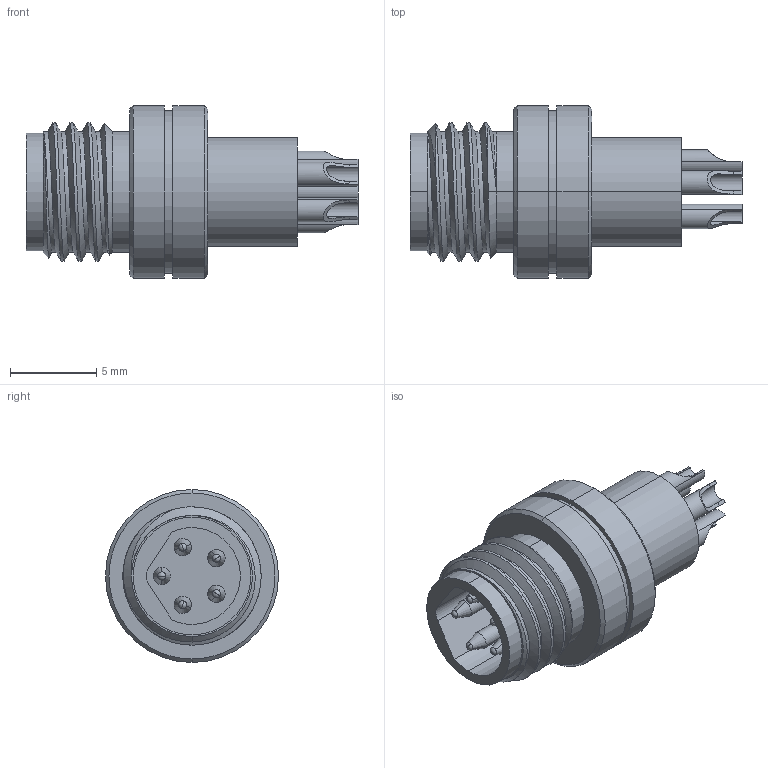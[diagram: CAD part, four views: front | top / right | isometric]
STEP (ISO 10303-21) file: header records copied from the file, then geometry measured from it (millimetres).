
FILE_DESCRIPTION (( 'STEP AP203' ), '1' );
FILE_NAME ('50-01003revA.STEP', '2023-07-03T16:36:45', ( '' ), ( '' ), 'SwSTEP 2.0', 'SolidWorks 2021', '' );
FILE_SCHEMA (( 'CONFIG_CONTROL_DESIGN' ));
Length unit declared in the file: millimetre
Products named in the file (4): 50-01003revA; 50-01003-01___; 50-01003-03___; 50-01003-02___
Assembly tree (7 placements, depth 2):
  50-01003revA
    50-01003-01___
    50-01003-02___
    50-01003-03___  x5
Bounding box: 19.2 x 10 x 10 mm (x, y, z)
Volume: 654.6 mm3; surface area: 1720.9 mm2
Topology: 7 solids, 7 shells, 245 faces, 530 edges, 319 vertices
Faces by surface type: cylinder 110, plane 51, cone 41, torus 30, sphere 10, bspline 3
Entity records: 4358 total; most frequent: CARTESIAN_POINT 1352, DIRECTION 577, ORIENTED_EDGE 480, AXIS2_PLACEMENT_3D 246, EDGE_CURVE 240, VERTEX_POINT 151, EDGE_LOOP 135, CIRCLE 130
